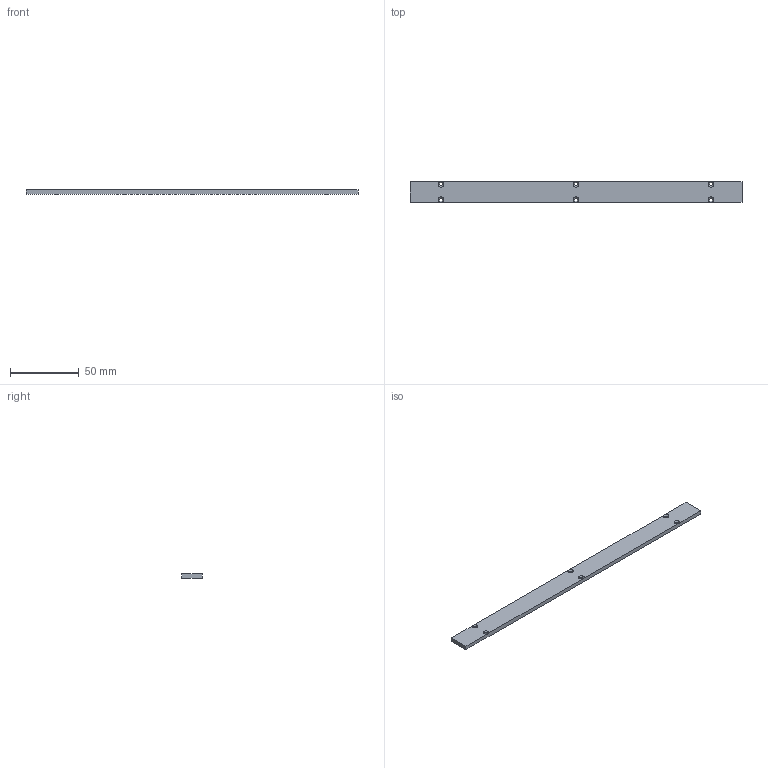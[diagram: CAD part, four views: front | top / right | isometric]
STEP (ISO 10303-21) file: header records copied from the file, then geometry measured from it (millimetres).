
FILE_DESCRIPTION(/* description */ (''),/* implementation_level */ '2;1');
FILE_NAME(/* name */ 'AO000423.stp',/* time_stamp */ '2016-09-28T15:35:06+02:00',/* author */ ('mitarbeiter'),/* organization */ (''),/* preprocessor_version */ 'ST-DEVELOPER v15.2',/* originating_system */ 'Autodesk Inventor 2014',/* authorisation */ '');
FILE_SCHEMA (('AUTOMOTIVE_DESIGN { 1 0 10303 214 3 1 1 }'));
Length unit declared in the file: millimetre
Products named in the file (1): AO000423
Bounding box: 241 x 15 x 3 mm (x, y, z)
Volume: 10745.9 mm3; surface area: 8831.2 mm2
Topology: 1 solids, 1 shells, 18 faces, 60 edges, 38 vertices
Faces by surface type: cone 6, cylinder 6, plane 6
Full cylindrical faces by diameter (mm): 2.4 x6
Entity records: 531 total; most frequent: DIRECTION 92, CARTESIAN_POINT 81, ORIENTED_EDGE 72, AXIS2_PLACEMENT_3D 37, EDGE_LOOP 36, EDGE_CURVE 36, VERTEX_POINT 26, LINE 18
